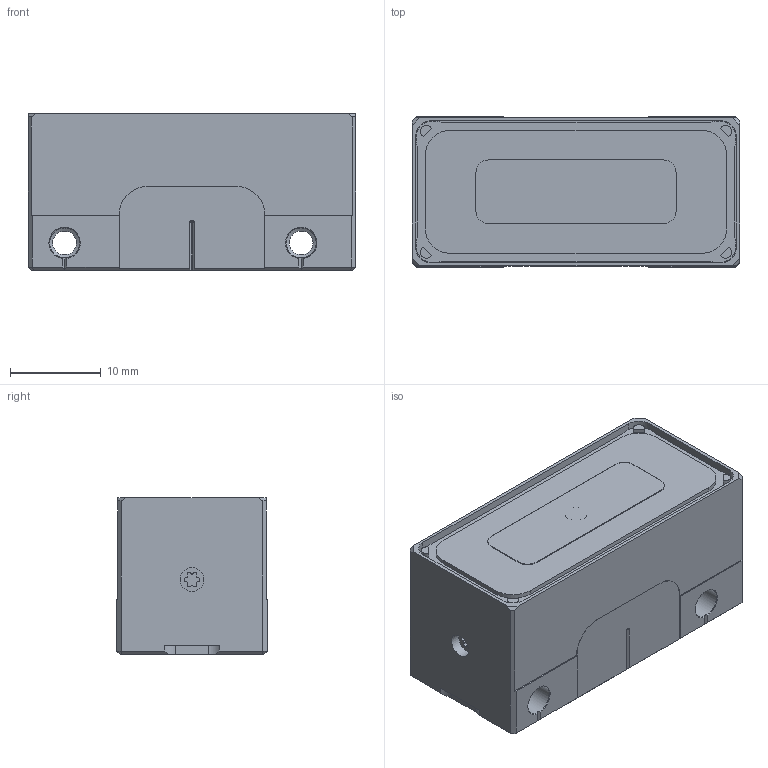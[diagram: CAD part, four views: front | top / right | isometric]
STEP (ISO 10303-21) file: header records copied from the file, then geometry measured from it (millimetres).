
FILE_DESCRIPTION(/* description */ (''),/* implementation_level */ '2;1');
FILE_NAME(/* name */ 'A-9796-0164 READHEAD NO CABLE.stp',/* time_stamp */ '2017-06-28T08:44:45+01:00',/* author */ (''),/* organization */ (''),/* preprocessor_version */ 'ST-DEVELOPER v16',/* originating_system */ 'SIEMENS PLM Software NX 10.0',/* authorisation */ '');
FILE_SCHEMA (('AUTOMOTIVE_DESIGN { 1 0 10303 214 3 1 1 1 }'));
Length unit declared in the file: millimetre
Products named in the file (1): mw132AD4F08F8u66
Bounding box: 36 x 16.5 x 17.2 mm (x, y, z)
Volume: 4300.2 mm3; surface area: 6528.5 mm2
Topology: 5 solids, 5 shells, 508 faces, 1401 edges, 921 vertices
Faces by surface type: plane 293, cylinder 161, extrusion 32, cone 22
Full cylindrical faces by diameter (mm): 0.7 x2, 2.5 x1, 2.6 x3, 3 x1, 3.3 x4, 9.3 x1
Entity records: 16300 total; most frequent: CARTESIAN_POINT 3258, ORIENTED_EDGE 2748, DIRECTION 2608, EDGE_CURVE 1374, VECTOR 948, LINE 916, VERTEX_POINT 916, AXIS2_PLACEMENT_3D 830
